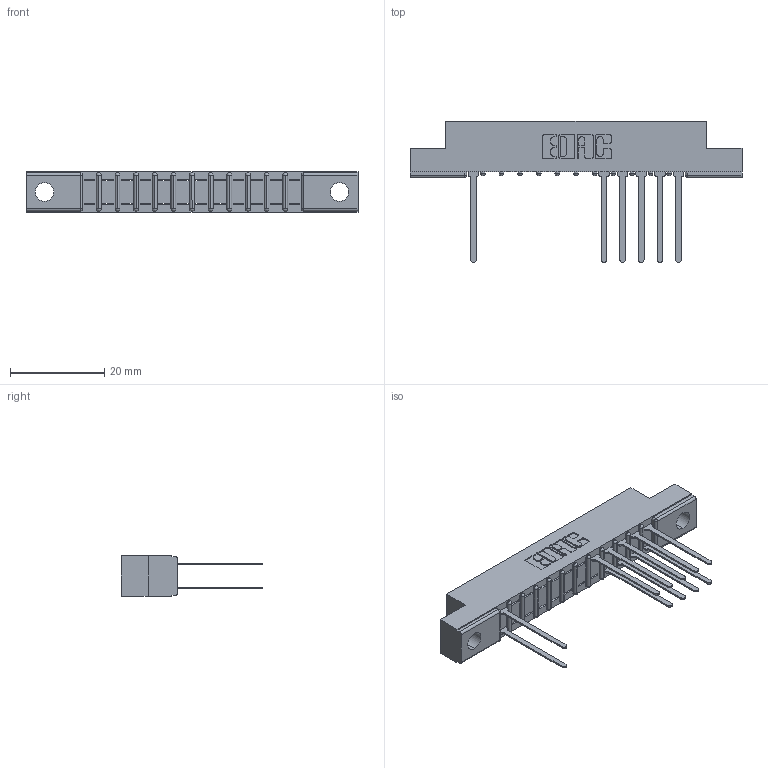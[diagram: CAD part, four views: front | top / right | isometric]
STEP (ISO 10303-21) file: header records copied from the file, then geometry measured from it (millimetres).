
FILE_DESCRIPTION (( 'STEP AP203' ), '1' );
FILE_NAME ('307-024-540-202.STEP', '2018-08-04T07:03:30', ( '' ), ( '' ), 'SwSTEP 2.0', 'SolidWorks 2016', '' );
FILE_SCHEMA (( 'CONFIG_CONTROL_DESIGN' ));
Length unit declared in the file: inch
Products named in the file (3): 307-024-540-202; 307 Part_.128 Dia Mounting Holes; 307-290-001_540
Assembly tree (12 placements, depth 2):
  307-024-540-202
    307 Part_.128 Dia Mounting Holes
    307-290-001_540  x11
Bounding box: 70.56 x 30 x 8.71 mm (x, y, z)
Volume: 4421.8 mm3; surface area: 6491.9 mm2
Topology: 12 solids, 12 shells, 767 faces, 2169 edges, 1394 vertices
Faces by surface type: plane 489, cylinder 252, sphere 26
Entity records: 13924 total; most frequent: CARTESIAN_POINT 2339, ORIENTED_EDGE 2326, DIRECTION 2291, EDGE_CURVE 1163, VECTOR 879, LINE 879, VERTEX_POINT 754, AXIS2_PLACEMENT_3D 706
